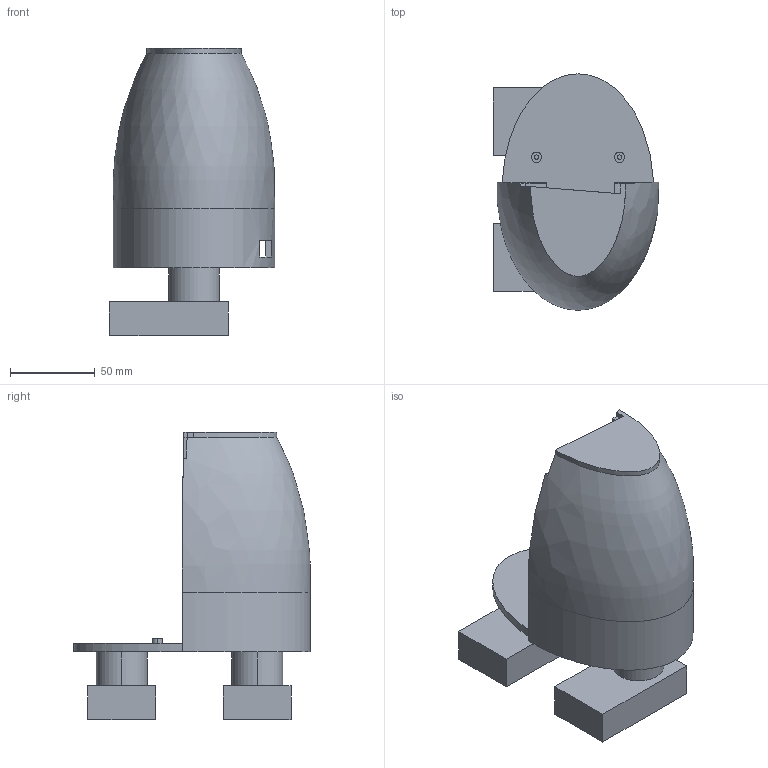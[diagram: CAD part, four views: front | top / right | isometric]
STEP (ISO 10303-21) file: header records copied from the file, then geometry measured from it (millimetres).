
FILE_DESCRIPTION (( 'STEP AP203' ), '1' );
FILE_NAME ('Body_1.STEP', '2020-09-30T09:07:23', ( '' ), ( '' ), 'SwSTEP 2.0', 'SolidWorks 2020', '' );
FILE_SCHEMA (( 'CONFIG_CONTROL_DESIGN' ));
Length unit declared in the file: millimetre
Products named in the file (1): Body_1
Bounding box: 97.62 x 139.45 x 169.47 mm (x, y, z)
Volume: 294880 mm3; surface area: 100912.3 mm2
Topology: 2 solids, 2 shells, 134 faces, 327 edges, 219 vertices
Faces by surface type: plane 80, cylinder 42, bspline 12
Entity records: 4960 total; most frequent: CARTESIAN_POINT 1823, ORIENTED_EDGE 654, DIRECTION 571, EDGE_CURVE 327, VERTEX_POINT 219, AXIS2_PLACEMENT_3D 201, LINE 169, VECTOR 169
